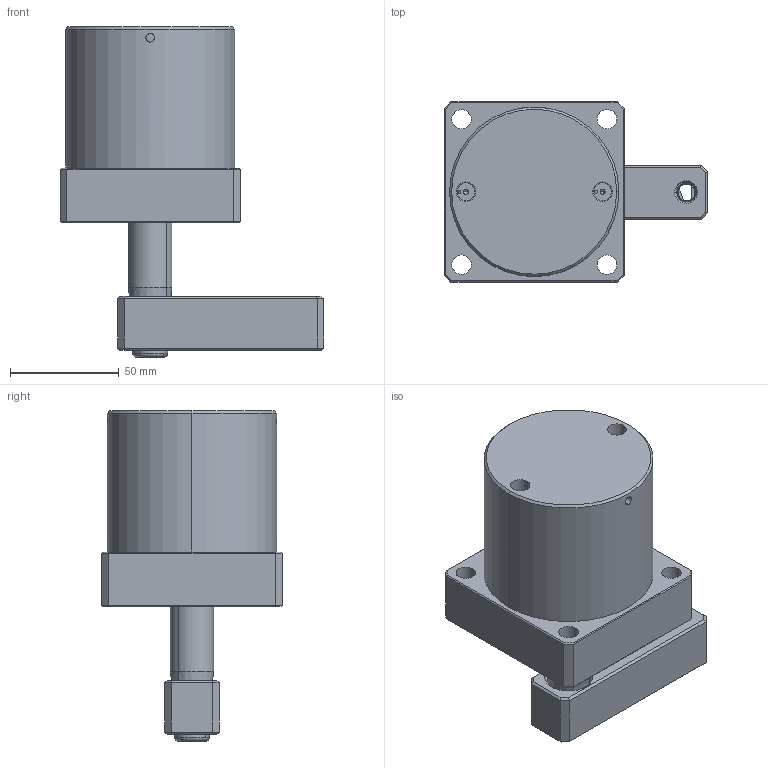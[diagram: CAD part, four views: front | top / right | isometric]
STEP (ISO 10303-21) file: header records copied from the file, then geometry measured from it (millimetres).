
FILE_DESCRIPTION (( 'STEP AP203' ), '1' );
FILE_NAME ('ASC-FA63S.STEP', '2019-05-20T08:20:13', ( 'User' ), ( 'china' ), 'SwSTEP 2.0', 'SolidWorks 2018', '' );
FILE_SCHEMA (( 'CONFIG_CONTROL_DESIGN' ));
Length unit declared in the file: millimetre
Products named in the file (6): ASC-FA63S; ASC-FA63BT_3; FA63Sヶ裔; 63S活塞杆; 揤旋_2; socket head cap screw_iso_ISO 4762 M10 x 30 --- 30S_2
Assembly tree (5 placements, depth 2):
  ASC-FA63S
    ASC-FA63BT_3
    FA63Sヶ裔
    63S活塞杆
    揤旋_2
    socket head cap screw_iso_ISO 4762 M10 x 30 --- 30S_2
Bounding box: 121.5 x 83 x 152.1 mm (x, y, z)
Volume: 443021.2 mm3; surface area: 102285.3 mm2
Topology: 5 solids, 5 shells, 398 faces, 956 edges, 577 vertices
Faces by surface type: cylinder 188, cone 115, plane 78, bspline 13, torus 4
Entity records: 24769 total; most frequent: CARTESIAN_POINT 15332, ORIENTED_EDGE 1888, DIRECTION 1811, EDGE_CURVE 944, AXIS2_PLACEMENT_3D 707, VERTEX_POINT 577, EDGE_LOOP 437, ADVANCED_FACE 398
